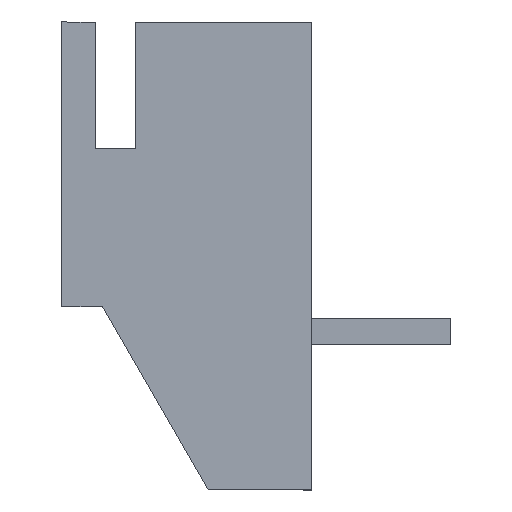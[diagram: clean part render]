
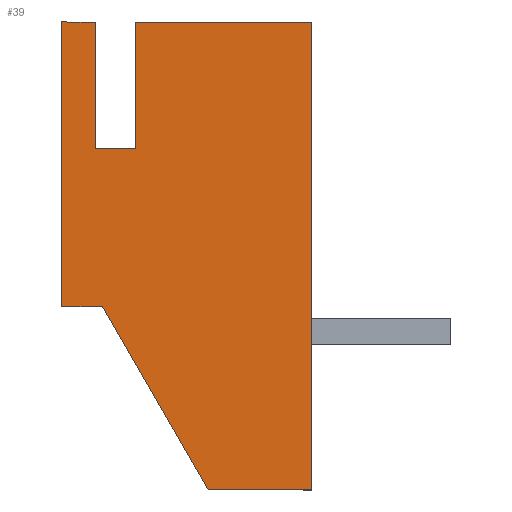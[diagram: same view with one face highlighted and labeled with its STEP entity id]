
A CAD part, left-side view. The second image highlights one B-rep face of the part: STEP entity #39.
In plain terms, the highlighted planar face has unit normal (-1, 0, 0).
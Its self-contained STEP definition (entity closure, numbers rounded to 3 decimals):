
#22 = ORIENTED_EDGE ( 'NONE', *, *, #23, .T. ) ;
#23 = EDGE_CURVE ( 'NONE', #26, #131, #979, .T. ) ;
#26 = VERTEX_POINT ( 'NONE', #1035 ) ;
#36 = EDGE_LOOP ( 'NONE', ( #37, #132, #120, #125, #127, #129, #107, #117, #114, #22 ) ) ;
#37 = ORIENTED_EDGE ( 'NONE', *, *, #42, .T. ) ;
#39 = ADVANCED_FACE ( 'NONE', ( #1012 ), #1074, .F. ) ;
#42 = EDGE_CURVE ( 'NONE', #131, #670, #1065, .T. ) ;
#107 = ORIENTED_EDGE ( 'NONE', *, *, #3615, .T. ) ;
#114 = ORIENTED_EDGE ( 'NONE', *, *, #115, .T. ) ;
#115 = EDGE_CURVE ( 'NONE', #167, #26, #1194, .T. ) ;
#117 = ORIENTED_EDGE ( 'NONE', *, *, #238, .T. ) ;
#120 = ORIENTED_EDGE ( 'NONE', *, *, #557, .T. ) ;
#125 = ORIENTED_EDGE ( 'NONE', *, *, #538, .T. ) ;
#127 = ORIENTED_EDGE ( 'NONE', *, *, #521, .T. ) ;
#129 = ORIENTED_EDGE ( 'NONE', *, *, #645, .T. ) ;
#131 = VERTEX_POINT ( 'NONE', #1185 ) ;
#132 = ORIENTED_EDGE ( 'NONE', *, *, #669, .T. ) ;
#167 = VERTEX_POINT ( 'NONE', #1244 ) ;
#169 = VERTEX_POINT ( 'NONE', #1243 ) ;
#238 = EDGE_CURVE ( 'NONE', #169, #167, #1459, .T. ) ;
#521 = EDGE_CURVE ( 'NONE', #541, #681, #2260, .T. ) ;
#533 = VERTEX_POINT ( 'NONE', #2300 ) ;
#538 = EDGE_CURVE ( 'NONE', #533, #541, #2289, .T. ) ;
#541 = VERTEX_POINT ( 'NONE', #2351 ) ;
#557 = EDGE_CURVE ( 'NONE', #667, #533, #2330, .T. ) ;
#643 = VERTEX_POINT ( 'NONE', #2516 ) ;
#645 = EDGE_CURVE ( 'NONE', #681, #643, #2515, .T. ) ;
#667 = VERTEX_POINT ( 'NONE', #2538 ) ;
#669 = EDGE_CURVE ( 'NONE', #670, #667, #2537, .T. ) ;
#670 = VERTEX_POINT ( 'NONE', #2596 ) ;
#681 = VERTEX_POINT ( 'NONE', #2576 ) ;
#979 = LINE ( 'NONE', #3661, #1043 ) ;
#1012 = FACE_OUTER_BOUND ( 'NONE', #36, .T. ) ;
#1035 = CARTESIAN_POINT ( 'NONE',  ( -7.45, 2.552, -5.75 ) ) ;
#1042 = DIRECTION ( 'NONE',  ( 0., -1., 0. ) ) ;
#1043 = VECTOR ( 'NONE', #1042, 1000. ) ;
#1062 = DIRECTION ( 'NONE',  ( 0., 0., 1. ) ) ;
#1063 = VECTOR ( 'NONE', #1062, 1000. ) ;
#1064 = CARTESIAN_POINT ( 'NONE',  ( -7.45, 0., 5.75 ) ) ;
#1065 = LINE ( 'NONE', #1064, #1063 ) ;
#1070 = DIRECTION ( 'NONE',  ( 0., 1., 0. ) ) ;
#1071 = DIRECTION ( 'NONE',  ( 1., 0., 0. ) ) ;
#1072 = CARTESIAN_POINT ( 'NONE',  ( -7.45, 6.15, 5.75 ) ) ;
#1073 = AXIS2_PLACEMENT_3D ( 'NONE', #1072, #1071, #1070 ) ;
#1074 = PLANE ( 'NONE',  #1073 ) ;
#1185 = CARTESIAN_POINT ( 'NONE',  ( -7.45, 0., -5.75 ) ) ;
#1191 = DIRECTION ( 'NONE',  ( 0., -0.5, -0.866 ) ) ;
#1192 = VECTOR ( 'NONE', #1191, 1000. ) ;
#1193 = CARTESIAN_POINT ( 'NONE',  ( -7.45, 2.552, -5.75 ) ) ;
#1194 = LINE ( 'NONE', #1193, #1192 ) ;
#1243 = CARTESIAN_POINT ( 'NONE',  ( -7.45, 6.15, -1.25 ) ) ;
#1244 = CARTESIAN_POINT ( 'NONE',  ( -7.45, 5.15, -1.25 ) ) ;
#1456 = DIRECTION ( 'NONE',  ( 0., -1., 0. ) ) ;
#1457 = VECTOR ( 'NONE', #1456, 1000. ) ;
#1458 = CARTESIAN_POINT ( 'NONE',  ( -7.45, 6.15, -1.25 ) ) ;
#1459 = LINE ( 'NONE', #1458, #1457 ) ;
#2257 = DIRECTION ( 'NONE',  ( 0., 0., 1. ) ) ;
#2258 = VECTOR ( 'NONE', #2257, 1000. ) ;
#2259 = CARTESIAN_POINT ( 'NONE',  ( -7.45, 5.325, 5.75 ) ) ;
#2260 = LINE ( 'NONE', #2259, #2258 ) ;
#2286 = DIRECTION ( 'NONE',  ( 0., 1., 0. ) ) ;
#2287 = VECTOR ( 'NONE', #2286, 1000. ) ;
#2288 = CARTESIAN_POINT ( 'NONE',  ( -7.45, 5.325, 2.65 ) ) ;
#2289 = LINE ( 'NONE', #2288, #2287 ) ;
#2300 = CARTESIAN_POINT ( 'NONE',  ( -7.45, 4.325, 2.65 ) ) ;
#2327 = DIRECTION ( 'NONE',  ( 0., 0., -1. ) ) ;
#2328 = VECTOR ( 'NONE', #2327, 1000. ) ;
#2329 = CARTESIAN_POINT ( 'NONE',  ( -7.45, 4.325, 2.65 ) ) ;
#2330 = LINE ( 'NONE', #2329, #2328 ) ;
#2351 = CARTESIAN_POINT ( 'NONE',  ( -7.45, 5.325, 2.65 ) ) ;
#2512 = DIRECTION ( 'NONE',  ( 0., 1., 0. ) ) ;
#2513 = VECTOR ( 'NONE', #2512, 1000. ) ;
#2514 = CARTESIAN_POINT ( 'NONE',  ( -7.45, 6.15, 5.75 ) ) ;
#2515 = LINE ( 'NONE', #2514, #2513 ) ;
#2516 = CARTESIAN_POINT ( 'NONE',  ( -7.45, 6.15, 5.75 ) ) ;
#2535 = VECTOR ( 'NONE', #2597, 1000. ) ;
#2536 = CARTESIAN_POINT ( 'NONE',  ( -7.45, 4.325, 5.75 ) ) ;
#2537 = LINE ( 'NONE', #2536, #2535 ) ;
#2538 = CARTESIAN_POINT ( 'NONE',  ( -7.45, 4.325, 5.75 ) ) ;
#2576 = CARTESIAN_POINT ( 'NONE',  ( -7.45, 5.325, 5.75 ) ) ;
#2596 = CARTESIAN_POINT ( 'NONE',  ( -7.45, 0., 5.75 ) ) ;
#2597 = DIRECTION ( 'NONE',  ( 0., 1., 0. ) ) ;
#3360 = DIRECTION ( 'NONE',  ( 0., 0., -1. ) ) ;
#3361 = VECTOR ( 'NONE', #3360, 1000. ) ;
#3362 = CARTESIAN_POINT ( 'NONE',  ( -7.45, 6.15, -1.25 ) ) ;
#3363 = LINE ( 'NONE', #3362, #3361 ) ;
#3615 = EDGE_CURVE ( 'NONE', #643, #169, #3363, .T. ) ;
#3661 = CARTESIAN_POINT ( 'NONE',  ( -7.45, 0., -5.75 ) ) ;
